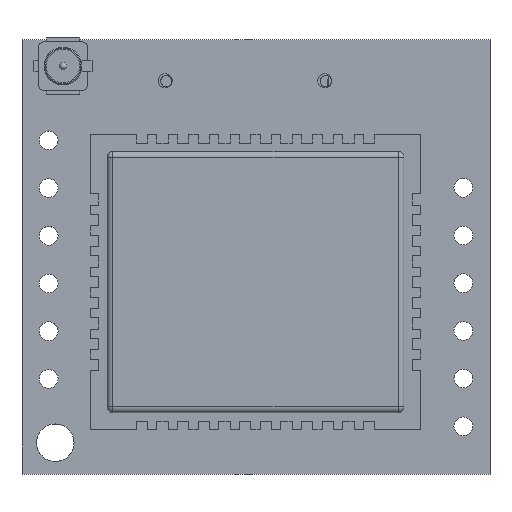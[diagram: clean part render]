
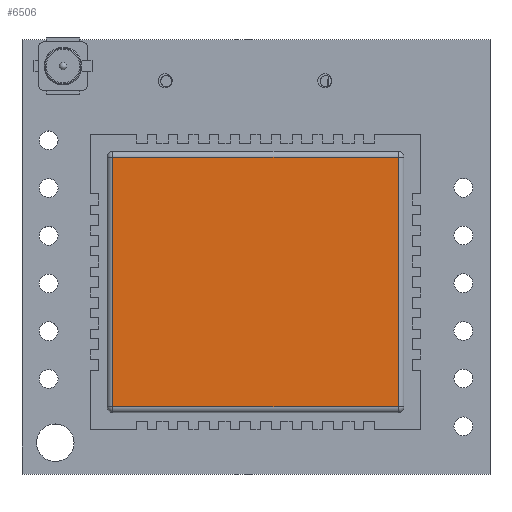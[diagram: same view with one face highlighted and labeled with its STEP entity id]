
A CAD part, top view. The second image highlights one B-rep face of the part: STEP entity #6506.
In plain terms, the highlighted planar face has unit normal (0, 0, 1).
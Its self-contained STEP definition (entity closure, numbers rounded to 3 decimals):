
#2037 = CARTESIAN_POINT ( 'NONE',  ( 10.659, 8.55, 4.25 ) ) ;
#2059 = ORIENTED_EDGE ( 'NONE', *, *, #8305, .F. ) ;
#2963 = CARTESIAN_POINT ( 'NONE',  ( 3.059, 1.9, 4.25 ) ) ;
#4515 = LINE ( 'NONE', #26655, #33978 ) ;
#4707 = DIRECTION ( 'NONE',  ( 0., -1., 0. ) ) ;
#4740 = DIRECTION ( 'NONE',  ( 0., 1., 0. ) ) ;
#6506 = ADVANCED_FACE ( 'NONE', ( #11407 ), #30865, .F. ) ;
#7346 = CARTESIAN_POINT ( 'NONE',  ( 2.759, 15.2, 4.25 ) ) ;
#8305 = EDGE_CURVE ( 'NONE', #8816, #33690, #18132, .T. ) ;
#8816 = VERTEX_POINT ( 'NONE', #31474 ) ;
#9834 = ORIENTED_EDGE ( 'NONE', *, *, #11267, .F. ) ;
#10261 = CARTESIAN_POINT ( 'NONE',  ( 3.059, 1.6, 4.25 ) ) ;
#11267 = EDGE_CURVE ( 'NONE', #33690, #24200, #4515, .T. ) ;
#11407 = FACE_OUTER_BOUND ( 'NONE', #28138, .T. ) ;
#11870 = EDGE_CURVE ( 'NONE', #24200, #15516, #26395, .T. ) ;
#14314 = VECTOR ( 'NONE', #26641, 1000. ) ;
#15516 = VERTEX_POINT ( 'NONE', #2963 ) ;
#15604 = VECTOR ( 'NONE', #18643, 1000. ) ;
#15632 = LINE ( 'NONE', #10261, #14314 ) ;
#18093 = AXIS2_PLACEMENT_3D ( 'NONE', #2037, #18222, #4740 ) ;
#18132 = LINE ( 'NONE', #7346, #35363 ) ;
#18222 = DIRECTION ( 'NONE',  ( 0., 0., -1. ) ) ;
#18643 = DIRECTION ( 'NONE',  ( -1., 0., 0. ) ) ;
#20082 = ORIENTED_EDGE ( 'NONE', *, *, #11870, .F. ) ;
#20585 = CARTESIAN_POINT ( 'NONE',  ( 18.259, 1.9, 4.25 ) ) ;
#23174 = EDGE_CURVE ( 'NONE', #15516, #8816, #15632, .T. ) ;
#24200 = VERTEX_POINT ( 'NONE', #20585 ) ;
#25189 = CARTESIAN_POINT ( 'NONE',  ( 18.259, 15.2, 4.25 ) ) ;
#26395 = LINE ( 'NONE', #26753, #15604 ) ;
#26641 = DIRECTION ( 'NONE',  ( 0., 1., 0. ) ) ;
#26655 = CARTESIAN_POINT ( 'NONE',  ( 18.259, 15.5, 4.25 ) ) ;
#26753 = CARTESIAN_POINT ( 'NONE',  ( 18.559, 1.9, 4.25 ) ) ;
#28138 = EDGE_LOOP ( 'NONE', ( #9834, #2059, #28263, #20082 ) ) ;
#28263 = ORIENTED_EDGE ( 'NONE', *, *, #23174, .F. ) ;
#30865 = PLANE ( 'NONE',  #18093 ) ;
#31474 = CARTESIAN_POINT ( 'NONE',  ( 3.059, 15.2, 4.25 ) ) ;
#32171 = DIRECTION ( 'NONE',  ( 1., 0., 0. ) ) ;
#33690 = VERTEX_POINT ( 'NONE', #25189 ) ;
#33978 = VECTOR ( 'NONE', #4707, 1000. ) ;
#35363 = VECTOR ( 'NONE', #32171, 1000. ) ;
